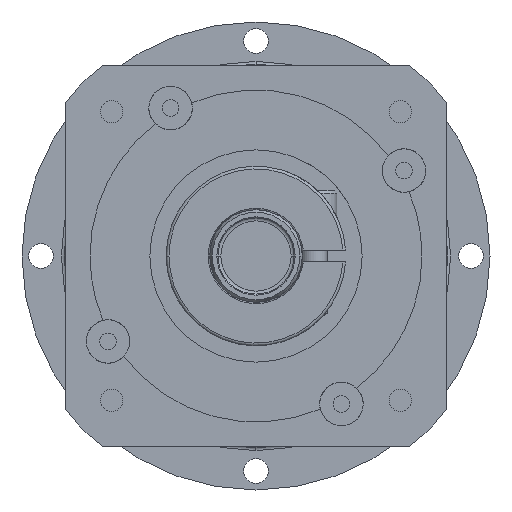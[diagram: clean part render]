
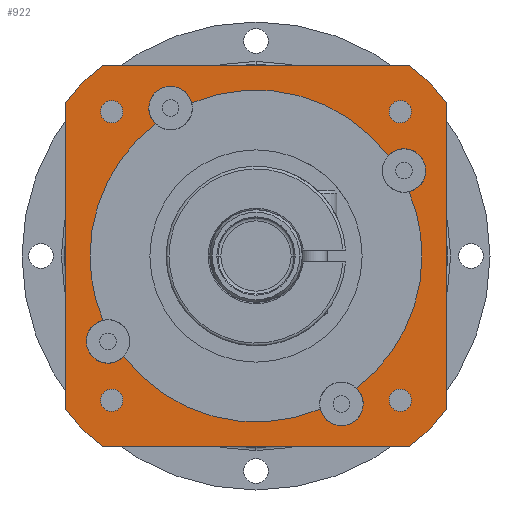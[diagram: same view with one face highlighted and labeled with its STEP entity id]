
A CAD part, left-side view. The second image highlights one B-rep face of the part: STEP entity #922.
In plain terms, the highlighted planar face has unit normal (-1, 0, 0).
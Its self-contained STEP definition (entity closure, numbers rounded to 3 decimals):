
#922=ADVANCED_FACE('',(#1908,#1909,#1910,#1911,#1912,#1913),#1914,.F.);
#1908=FACE_BOUND('',#2952,.T.);
#1909=FACE_BOUND('',#2953,.T.);
#1910=FACE_BOUND('',#2954,.T.);
#1911=FACE_BOUND('',#2955,.T.);
#1912=FACE_BOUND('',#2956,.T.);
#1913=FACE_OUTER_BOUND('',#2957,.T.);
#1914=PLANE('',#2958);
#2952=EDGE_LOOP('',(#5450,#5451,#5452,#5453,#5454,#5455,#5456,#5457,#5458,#5459,#5460,#5461,#5462,#5463));
#2953=EDGE_LOOP('',(#5464,#5465));
#2954=EDGE_LOOP('',(#5466,#5467));
#2955=EDGE_LOOP('',(#5468,#5469));
#2956=EDGE_LOOP('',(#5470,#5471));
#2957=EDGE_LOOP('',(#5472,#5473,#5474,#5475,#5476,#5477,#5478,#5479));
#2958=AXIS2_PLACEMENT_3D('',#5480,#5481,#5482);
#5450=ORIENTED_EDGE('',*,*,#6553,.T.);
#5451=ORIENTED_EDGE('',*,*,#6081,.T.);
#5452=ORIENTED_EDGE('',*,*,#6948,.T.);
#5453=ORIENTED_EDGE('',*,*,#6949,.T.);
#5454=ORIENTED_EDGE('',*,*,#6582,.T.);
#5455=ORIENTED_EDGE('',*,*,#6634,.T.);
#5456=ORIENTED_EDGE('',*,*,#6861,.T.);
#5457=ORIENTED_EDGE('',*,*,#6803,.T.);
#5458=ORIENTED_EDGE('',*,*,#6402,.T.);
#5459=ORIENTED_EDGE('',*,*,#5983,.T.);
#5460=ORIENTED_EDGE('',*,*,#6558,.T.);
#5461=ORIENTED_EDGE('',*,*,#6742,.T.);
#5462=ORIENTED_EDGE('',*,*,#5973,.T.);
#5463=ORIENTED_EDGE('',*,*,#6054,.T.);
#5464=ORIENTED_EDGE('',*,*,#6517,.T.);
#5465=ORIENTED_EDGE('',*,*,#6547,.T.);
#5466=ORIENTED_EDGE('',*,*,#6700,.T.);
#5467=ORIENTED_EDGE('',*,*,#6930,.T.);
#5468=ORIENTED_EDGE('',*,*,#6854,.T.);
#5469=ORIENTED_EDGE('',*,*,#6501,.T.);
#5470=ORIENTED_EDGE('',*,*,#6367,.T.);
#5471=ORIENTED_EDGE('',*,*,#6354,.T.);
#5472=ORIENTED_EDGE('',*,*,#6950,.T.);
#5473=ORIENTED_EDGE('',*,*,#6883,.T.);
#5474=ORIENTED_EDGE('',*,*,#6913,.T.);
#5475=ORIENTED_EDGE('',*,*,#6858,.F.);
#5476=ORIENTED_EDGE('',*,*,#6372,.T.);
#5477=ORIENTED_EDGE('',*,*,#6464,.F.);
#5478=ORIENTED_EDGE('',*,*,#6512,.T.);
#5479=ORIENTED_EDGE('',*,*,#6661,.F.);
#5480=CARTESIAN_POINT('',(-62.5,0.0,0.0));
#5481=DIRECTION('',(1.0,0.0,0.0));
#5482=DIRECTION('',(0.0,1.0,0.0));
#5973=EDGE_CURVE('',#7097,#7095,#7098,.T.);
#5983=EDGE_CURVE('',#7115,#7113,#7116,.T.);
#6054=EDGE_CURVE('',#7095,#7241,#7243,.T.);
#6081=EDGE_CURVE('',#7284,#7289,#7291,.T.);
#6354=EDGE_CURVE('',#7738,#7736,#7739,.T.);
#6367=EDGE_CURVE('',#7736,#7738,#7757,.T.);
#6372=EDGE_CURVE('',#7760,#7764,#7766,.T.);
#6402=EDGE_CURVE('',#7807,#7115,#7810,.T.);
#6464=EDGE_CURVE('',#7903,#7764,#7905,.T.);
#6501=EDGE_CURVE('',#7965,#7963,#7966,.T.);
#6512=EDGE_CURVE('',#7903,#7982,#7985,.T.);
#6517=EDGE_CURVE('',#7988,#7990,#7992,.T.);
#6547=EDGE_CURVE('',#7990,#7988,#8031,.T.);
#6553=EDGE_CURVE('',#7241,#7284,#8037,.T.);
#6558=EDGE_CURVE('',#7113,#8041,#8043,.T.);
#6582=EDGE_CURVE('',#8071,#8073,#8075,.T.);
#6634=EDGE_CURVE('',#8073,#8149,#8151,.T.);
#6661=EDGE_CURVE('',#8189,#7982,#8191,.T.);
#6700=EDGE_CURVE('',#8238,#8240,#8242,.T.);
#6742=EDGE_CURVE('',#8041,#7097,#8297,.T.);
#6803=EDGE_CURVE('',#8370,#7807,#8371,.T.);
#6854=EDGE_CURVE('',#7963,#7965,#8432,.T.);
#6858=EDGE_CURVE('',#7760,#8434,#8437,.T.);
#6861=EDGE_CURVE('',#8149,#8370,#8440,.T.);
#6883=EDGE_CURVE('',#8460,#8462,#8464,.T.);
#6913=EDGE_CURVE('',#8462,#8434,#8497,.T.);
#6930=EDGE_CURVE('',#8240,#8238,#8516,.T.);
#6948=EDGE_CURVE('',#7289,#8534,#8535,.T.);
#6949=EDGE_CURVE('',#8534,#8071,#8536,.T.);
#6950=EDGE_CURVE('',#8189,#8460,#8537,.T.);
#7095=VERTEX_POINT('',#8696);
#7097=VERTEX_POINT('',#8699);
#7098=CIRCLE('',#8700,4.0);
#7113=VERTEX_POINT('',#8718);
#7115=VERTEX_POINT('',#8721);
#7116=CIRCLE('',#8722,4.0);
#7241=VERTEX_POINT('',#8873);
#7243=CIRCLE('',#8876,4.0);
#7284=VERTEX_POINT('',#8979);
#7289=VERTEX_POINT('',#8985);
#7291=CIRCLE('',#8988,30.5);
#7736=VERTEX_POINT('',#9616);
#7738=VERTEX_POINT('',#9619);
#7739=CIRCLE('',#9620,2.067);
#7757=CIRCLE('',#9641,2.067);
#7760=VERTEX_POINT('',#9644);
#7764=VERTEX_POINT('',#9649);
#7766=CIRCLE('',#9652,45.0);
#7807=VERTEX_POINT('',#9751);
#7810=CIRCLE('',#9755,30.5);
#7903=VERTEX_POINT('',#9938);
#7905=LINE('',#9941,#9942);
#7963=VERTEX_POINT('',#10022);
#7965=VERTEX_POINT('',#10025);
#7966=CIRCLE('',#10026,2.067);
#7982=VERTEX_POINT('',#10045);
#7985=CIRCLE('',#10049,45.0);
#7988=VERTEX_POINT('',#10052);
#7990=VERTEX_POINT('',#10055);
#7992=CIRCLE('',#10058,2.067);
#8031=CIRCLE('',#10160,2.067);
#8037=CIRCLE('',#10168,30.5);
#8041=VERTEX_POINT('',#10172);
#8043=CIRCLE('',#10175,4.0);
#8071=VERTEX_POINT('',#10205);
#8073=VERTEX_POINT('',#10208);
#8075=CIRCLE('',#10211,30.5);
#8149=VERTEX_POINT('',#10345);
#8151=CIRCLE('',#10348,4.0);
#8189=VERTEX_POINT('',#10510);
#8191=LINE('',#10513,#10514);
#8238=VERTEX_POINT('',#10570);
#8240=VERTEX_POINT('',#10573);
#8242=CIRCLE('',#10576,2.067);
#8297=CIRCLE('',#10669,30.5);
#8370=VERTEX_POINT('',#10767);
#8371=CIRCLE('',#10768,30.5);
#8432=CIRCLE('',#10897,2.067);
#8434=VERTEX_POINT('',#10899);
#8437=LINE('',#10904,#10905);
#8440=CIRCLE('',#10908,4.0);
#8460=VERTEX_POINT('',#10936);
#8462=VERTEX_POINT('',#10939);
#8464=LINE('',#10942,#10943);
#8497=CIRCLE('',#10989,45.0);
#8516=CIRCLE('',#11017,2.067);
#8534=VERTEX_POINT('',#11042);
#8535=CIRCLE('',#11043,4.0);
#8536=CIRCLE('',#11044,4.0);
#8537=CIRCLE('',#11045,45.0);
#8696=CARTESIAN_POINT('',(-62.5,-31.193,15.7));
#8699=CARTESIAN_POINT('',(-62.5,-24.288,18.449));
#8700=AXIS2_PLACEMENT_3D('',#11203,#11204,#11205);
#8718=CARTESIAN_POINT('',(-62.5,19.7,27.193));
#8721=CARTESIAN_POINT('',(-62.5,18.449,24.288));
#8722=AXIS2_PLACEMENT_3D('',#11219,#11220,#11221);
#8873=CARTESIAN_POINT('',(-62.5,-28.121,11.809));
#8876=AXIS2_PLACEMENT_3D('',#11358,#11359,#11360);
#8979=CARTESIAN_POINT('',(-62.5,-30.5,0.));
#8985=CARTESIAN_POINT('',(-62.5,-18.449,-24.288));
#8988=AXIS2_PLACEMENT_3D('',#11398,#11399,#11400);
#9616=CARTESIAN_POINT('',(-62.5,-24.45,-26.517));
#9619=CARTESIAN_POINT('',(-62.5,-28.583,-26.517));
#9620=AXIS2_PLACEMENT_3D('',#11880,#11881,#11882);
#9641=AXIS2_PLACEMENT_3D('',#11904,#11905,#11906);
#9644=CARTESIAN_POINT('',(-62.5,35.0,-28.284));
#9649=CARTESIAN_POINT('',(-62.5,28.284,-35.0));
#9652=AXIS2_PLACEMENT_3D('',#11912,#11913,#11914);
#9751=CARTESIAN_POINT('',(-62.5,30.5,0.));
#9755=AXIS2_PLACEMENT_3D('',#11960,#11961,#11962);
#9938=CARTESIAN_POINT('',(-62.5,-28.284,-35.0));
#9941=CARTESIAN_POINT('',(-62.5,0.0,-35.0));
#9942=VECTOR('',#12059,1.0);
#10022=CARTESIAN_POINT('',(-62.5,-24.45,26.517));
#10025=CARTESIAN_POINT('',(-62.5,-28.583,26.517));
#10026=AXIS2_PLACEMENT_3D('',#12105,#12106,#12107);
#10045=CARTESIAN_POINT('',(-62.5,-35.0,-28.284));
#10049=AXIS2_PLACEMENT_3D('',#12124,#12125,#12126);
#10052=CARTESIAN_POINT('',(-62.5,28.583,-26.517));
#10055=CARTESIAN_POINT('',(-62.5,24.45,-26.517));
#10058=AXIS2_PLACEMENT_3D('',#12132,#12133,#12134);
#10160=AXIS2_PLACEMENT_3D('',#12174,#12175,#12176);
#10168=AXIS2_PLACEMENT_3D('',#12182,#12183,#12184);
#10172=CARTESIAN_POINT('',(-62.5,11.809,28.121));
#10175=AXIS2_PLACEMENT_3D('',#12189,#12190,#12191);
#10205=CARTESIAN_POINT('',(-62.5,-11.809,-28.121));
#10208=CARTESIAN_POINT('',(-62.5,24.288,-18.449));
#10211=AXIS2_PLACEMENT_3D('',#12235,#12236,#12237);
#10345=CARTESIAN_POINT('',(-62.5,31.193,-15.7));
#10348=AXIS2_PLACEMENT_3D('',#12308,#12309,#12310);
#10510=CARTESIAN_POINT('',(-62.5,-35.0,28.284));
#10513=CARTESIAN_POINT('',(-62.5,-35.0,0.0));
#10514=VECTOR('',#12354,1.0);
#10570=CARTESIAN_POINT('',(-62.5,28.583,26.517));
#10573=CARTESIAN_POINT('',(-62.5,24.45,26.517));
#10576=AXIS2_PLACEMENT_3D('',#12414,#12415,#12416);
#10669=AXIS2_PLACEMENT_3D('',#12494,#12495,#12496);
#10767=CARTESIAN_POINT('',(-62.5,28.121,-11.809));
#10768=AXIS2_PLACEMENT_3D('',#12569,#12570,#12571);
#10897=AXIS2_PLACEMENT_3D('',#12641,#12642,#12643);
#10899=CARTESIAN_POINT('',(-62.5,35.0,28.284));
#10904=CARTESIAN_POINT('',(-62.5,35.0,0.0));
#10905=VECTOR('',#12646,1.0);
#10908=AXIS2_PLACEMENT_3D('',#12650,#12651,#12652);
#10936=CARTESIAN_POINT('',(-62.5,-28.284,35.0));
#10939=CARTESIAN_POINT('',(-62.5,28.284,35.0));
#10942=CARTESIAN_POINT('',(-62.5,0.0,35.0));
#10943=VECTOR('',#12663,1.0);
#10989=AXIS2_PLACEMENT_3D('',#12690,#12691,#12692);
#11017=AXIS2_PLACEMENT_3D('',#12702,#12703,#12704);
#11042=CARTESIAN_POINT('',(-62.5,-19.7,-27.193));
#11043=AXIS2_PLACEMENT_3D('',#12719,#12720,#12721);
#11044=AXIS2_PLACEMENT_3D('',#12722,#12723,#12724);
#11045=AXIS2_PLACEMENT_3D('',#12725,#12726,#12727);
#11203=CARTESIAN_POINT('',(-62.5,-27.193,15.7));
#11204=DIRECTION('',(1.0,0.0,0.0));
#11205=DIRECTION('',(0.0,1.0,0.0));
#11219=CARTESIAN_POINT('',(-62.5,15.7,27.193));
#11220=DIRECTION('',(1.0,0.0,0.0));
#11221=DIRECTION('',(0.0,1.0,0.0));
#11358=CARTESIAN_POINT('',(-62.5,-27.193,15.7));
#11359=DIRECTION('',(1.0,0.0,0.0));
#11360=DIRECTION('',(0.0,1.0,0.0));
#11398=CARTESIAN_POINT('',(-62.5,0.0,0.0));
#11399=DIRECTION('',(1.0,0.0,0.0));
#11400=DIRECTION('',(0.0,1.0,0.0));
#11880=CARTESIAN_POINT('',(-62.5,-26.517,-26.517));
#11881=DIRECTION('',(1.0,0.0,0.0));
#11882=DIRECTION('',(0.0,1.0,0.0));
#11904=CARTESIAN_POINT('',(-62.5,-26.517,-26.517));
#11905=DIRECTION('',(1.0,0.0,0.0));
#11906=DIRECTION('',(0.0,1.0,0.0));
#11912=CARTESIAN_POINT('',(-62.5,0.0,0.0));
#11913=DIRECTION('',(-1.0,0.0,0.0));
#11914=DIRECTION('',(0.0,1.0,0.0));
#11960=CARTESIAN_POINT('',(-62.5,0.0,0.0));
#11961=DIRECTION('',(1.0,0.0,0.0));
#11962=DIRECTION('',(0.0,1.0,0.0));
#12059=DIRECTION('',(0.0,1.0,0.0));
#12105=CARTESIAN_POINT('',(-62.5,-26.517,26.517));
#12106=DIRECTION('',(1.0,0.0,0.0));
#12107=DIRECTION('',(0.0,1.0,0.0));
#12124=CARTESIAN_POINT('',(-62.5,0.0,0.0));
#12125=DIRECTION('',(-1.0,0.0,0.0));
#12126=DIRECTION('',(0.0,1.0,0.0));
#12132=CARTESIAN_POINT('',(-62.5,26.517,-26.517));
#12133=DIRECTION('',(1.0,0.0,0.0));
#12134=DIRECTION('',(0.0,1.0,0.0));
#12174=CARTESIAN_POINT('',(-62.5,26.517,-26.517));
#12175=DIRECTION('',(1.0,0.0,0.0));
#12176=DIRECTION('',(0.0,1.0,0.0));
#12182=CARTESIAN_POINT('',(-62.5,0.0,0.0));
#12183=DIRECTION('',(1.0,0.0,0.0));
#12184=DIRECTION('',(0.0,1.0,0.0));
#12189=CARTESIAN_POINT('',(-62.5,15.7,27.193));
#12190=DIRECTION('',(1.0,0.0,0.0));
#12191=DIRECTION('',(0.0,1.0,0.0));
#12235=CARTESIAN_POINT('',(-62.5,0.0,0.0));
#12236=DIRECTION('',(1.0,0.0,0.0));
#12237=DIRECTION('',(0.0,1.0,0.0));
#12308=CARTESIAN_POINT('',(-62.5,27.193,-15.7));
#12309=DIRECTION('',(1.0,0.0,0.0));
#12310=DIRECTION('',(0.0,1.0,0.0));
#12354=DIRECTION('',(0.0,0.0,-1.0));
#12414=CARTESIAN_POINT('',(-62.5,26.517,26.517));
#12415=DIRECTION('',(1.0,0.0,0.0));
#12416=DIRECTION('',(0.0,1.0,0.0));
#12494=CARTESIAN_POINT('',(-62.5,0.0,0.0));
#12495=DIRECTION('',(1.0,0.0,0.0));
#12496=DIRECTION('',(0.0,1.0,0.0));
#12569=CARTESIAN_POINT('',(-62.5,0.0,0.0));
#12570=DIRECTION('',(1.0,0.0,0.0));
#12571=DIRECTION('',(0.0,1.0,0.0));
#12641=CARTESIAN_POINT('',(-62.5,-26.517,26.517));
#12642=DIRECTION('',(1.0,0.0,0.0));
#12643=DIRECTION('',(0.0,1.0,0.0));
#12646=DIRECTION('',(0.0,0.0,1.0));
#12650=CARTESIAN_POINT('',(-62.5,27.193,-15.7));
#12651=DIRECTION('',(1.0,0.0,0.0));
#12652=DIRECTION('',(0.0,1.0,0.0));
#12663=DIRECTION('',(0.0,1.0,0.0));
#12690=CARTESIAN_POINT('',(-62.5,0.0,0.0));
#12691=DIRECTION('',(-1.0,0.0,0.0));
#12692=DIRECTION('',(0.0,1.0,0.0));
#12702=CARTESIAN_POINT('',(-62.5,26.517,26.517));
#12703=DIRECTION('',(1.0,0.0,0.0));
#12704=DIRECTION('',(0.0,1.0,0.0));
#12719=CARTESIAN_POINT('',(-62.5,-15.7,-27.193));
#12720=DIRECTION('',(1.0,0.0,0.0));
#12721=DIRECTION('',(0.0,1.0,0.0));
#12722=CARTESIAN_POINT('',(-62.5,-15.7,-27.193));
#12723=DIRECTION('',(1.0,0.0,0.0));
#12724=DIRECTION('',(0.0,1.0,0.0));
#12725=CARTESIAN_POINT('',(-62.5,0.0,0.0));
#12726=DIRECTION('',(-1.0,0.0,0.0));
#12727=DIRECTION('',(0.0,1.0,0.0));
